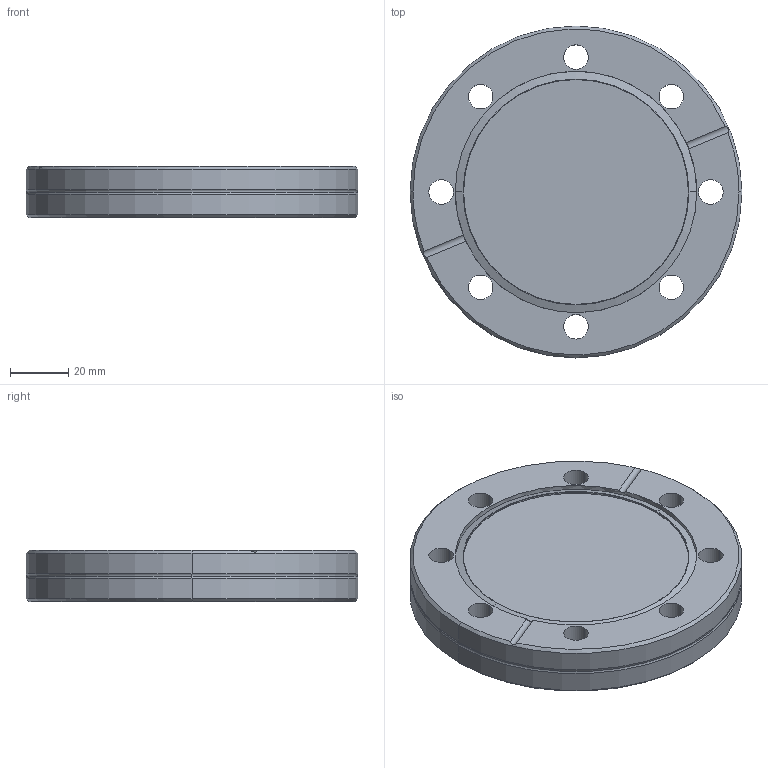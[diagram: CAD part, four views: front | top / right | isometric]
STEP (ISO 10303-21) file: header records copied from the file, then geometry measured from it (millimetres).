
FILE_DESCRIPTION (( 'STEP AP214' ), '1' );
FILE_NAME ('480FBD063.stp', '2017-06-06T07:44:26', ( '' ), ( '' ), 'SwSTEP 2.0', 'SolidWorks 2015', '' );
FILE_SCHEMA (( 'AUTOMOTIVE_DESIGN' ));
Length unit declared in the file: millimetre
Products named in the file (1): 480FBD063
Bounding box: 113.5 x 113.5 x 17.5 mm (x, y, z)
Volume: 142453 mm3; surface area: 31242 mm2
Topology: 1 solids, 2 shells, 52 faces, 124 edges, 76 vertices
Faces by surface type: cylinder 28, cone 10, torus 8, plane 6
Entity records: 2216 total; most frequent: CARTESIAN_POINT 309, DIRECTION 306, ORIENTED_EDGE 248, AXIS2_PLACEMENT_3D 133, EDGE_CURVE 124, CIRCLE 80, VERTEX_POINT 76, EDGE_LOOP 70
